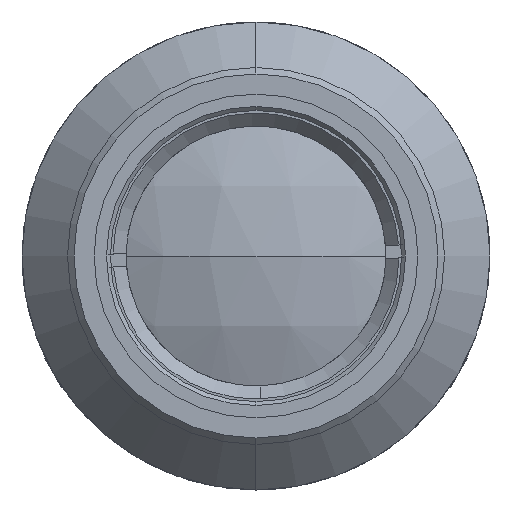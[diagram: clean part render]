
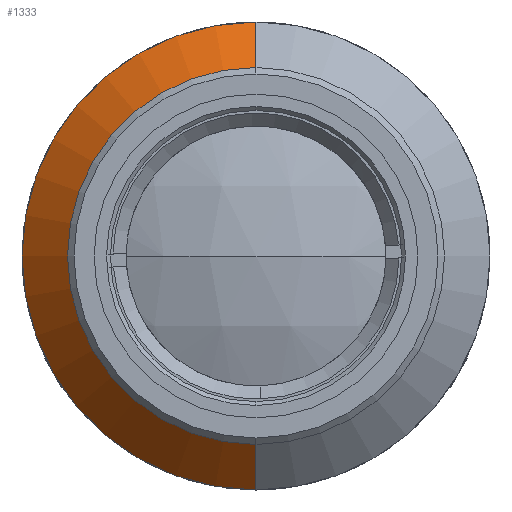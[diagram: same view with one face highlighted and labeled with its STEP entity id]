
A CAD part, left-side view. The second image highlights one B-rep face of the part: STEP entity #1333.
In plain terms, the highlighted conical face has half-angle 45 degrees and reference radius 18 mm.
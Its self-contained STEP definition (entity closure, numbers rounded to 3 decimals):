
#416 = EDGE_CURVE ( 'NONE', #1673, #3619, #1601, .T. ) ;
#489 = AXIS2_PLACEMENT_3D ( 'NONE', #4628, #1359, #2039 ) ;
#885 = CARTESIAN_POINT ( 'NONE',  ( 13.5, 0., 0. ) ) ;
#981 = EDGE_CURVE ( 'NONE', #4574, #1432, #3588, .T. ) ;
#1060 = CARTESIAN_POINT ( 'NONE',  ( 10., 0., -14.5 ) ) ;
#1066 = VECTOR ( 'NONE', #3101, 1000. ) ;
#1179 = CARTESIAN_POINT ( 'NONE',  ( 13.5, 0., 18. ) ) ;
#1204 = DIRECTION ( 'NONE',  ( 0., 0., 1. ) ) ;
#1288 = ORIENTED_EDGE ( 'NONE', *, *, #3489, .T. ) ;
#1333 = ADVANCED_FACE ( 'NONE', ( #3605 ), #1571, .T. ) ;
#1359 = DIRECTION ( 'NONE',  ( 1., 0., 0. ) ) ;
#1422 = AXIS2_PLACEMENT_3D ( 'NONE', #4750, #4382, #4339 ) ;
#1432 = VERTEX_POINT ( 'NONE', #1060 ) ;
#1571 = CONICAL_SURFACE ( 'NONE', #489, 18., 0.785 ) ;
#1601 = CIRCLE ( 'NONE', #2227, 18. ) ;
#1673 = VERTEX_POINT ( 'NONE', #3422 ) ;
#2039 = DIRECTION ( 'NONE',  ( 0., 0., -1. ) ) ;
#2170 = EDGE_LOOP ( 'NONE', ( #3514, #1288, #2473, #3974 ) ) ;
#2227 = AXIS2_PLACEMENT_3D ( 'NONE', #885, #4563, #1204 ) ;
#2473 = ORIENTED_EDGE ( 'NONE', *, *, #416, .T. ) ;
#2622 = VECTOR ( 'NONE', #4190, 1000. ) ;
#2966 = CARTESIAN_POINT ( 'NONE',  ( 10., 0., 14.5 ) ) ;
#3101 = DIRECTION ( 'NONE',  ( 0.707, 0., 0.707 ) ) ;
#3169 = CARTESIAN_POINT ( 'NONE',  ( 13.5, 0., -18. ) ) ;
#3409 = CARTESIAN_POINT ( 'NONE',  ( 13.5, 0., -18. ) ) ;
#3422 = CARTESIAN_POINT ( 'NONE',  ( 13.5, 0., 18. ) ) ;
#3489 = EDGE_CURVE ( 'NONE', #4574, #1673, #3830, .T. ) ;
#3514 = ORIENTED_EDGE ( 'NONE', *, *, #981, .F. ) ;
#3588 = CIRCLE ( 'NONE', #1422, 14.5 ) ;
#3605 = FACE_OUTER_BOUND ( 'NONE', #2170, .T. ) ;
#3619 = VERTEX_POINT ( 'NONE', #3169 ) ;
#3824 = LINE ( 'NONE', #3409, #2622 ) ;
#3830 = LINE ( 'NONE', #1179, #1066 ) ;
#3863 = EDGE_CURVE ( 'NONE', #1432, #3619, #3824, .T. ) ;
#3974 = ORIENTED_EDGE ( 'NONE', *, *, #3863, .F. ) ;
#4190 = DIRECTION ( 'NONE',  ( 0.707, 0., -0.707 ) ) ;
#4339 = DIRECTION ( 'NONE',  ( 0., 0., 1. ) ) ;
#4382 = DIRECTION ( 'NONE',  ( -1., 0., 0. ) ) ;
#4563 = DIRECTION ( 'NONE',  ( -1., 0., 0. ) ) ;
#4574 = VERTEX_POINT ( 'NONE', #2966 ) ;
#4628 = CARTESIAN_POINT ( 'NONE',  ( 13.5, 0., 0. ) ) ;
#4750 = CARTESIAN_POINT ( 'NONE',  ( 10., 0., 0. ) ) ;
